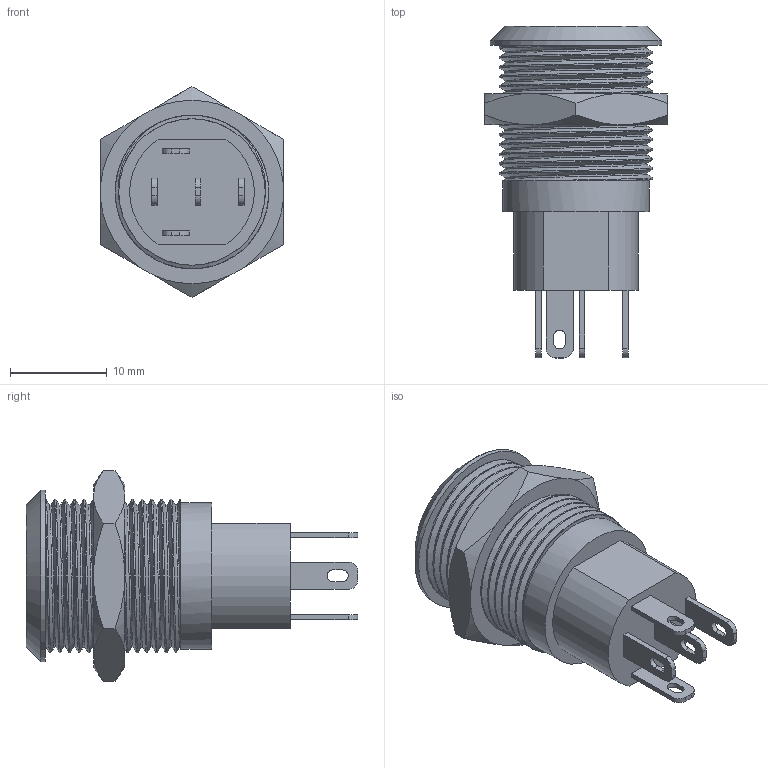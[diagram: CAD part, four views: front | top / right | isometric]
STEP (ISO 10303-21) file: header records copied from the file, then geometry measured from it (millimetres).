
FILE_DESCRIPTION(/* description */ (''),/* implementation_level */ '2;1');
FILE_NAME(/* name */ '16mm Metal Pushbutton.step',/* time_stamp */ '2020-09-25T12:29:39+02:00',/* author */ (''),/* organization */ (''),/* preprocessor_version */ 'ST-DEVELOPER v18.1',/* originating_system */ 'Autodesk Translation Framework v9.3.0.1241',/* authorisation */ '');
FILE_SCHEMA (('AUTOMOTIVE_DESIGN { 1 0 10303 214 3 1 1 }'));
Length unit declared in the file: millimetre
Products named in the file (1): 16mm Metal Pushbutton
Bounding box: 18.9 x 34.33 x 21.82 mm (x, y, z)
Volume: 4974 mm3; surface area: 3482.9 mm2
Topology: 3 solids, 3 shells, 147 faces, 388 edges, 258 vertices
Faces by surface type: cylinder 71, plane 59, cone 13, bspline 4
Full cylindrical faces by diameter (mm): 11.8 x1, 13.8 x1, 14.741 x15, 15.15 x1, 15.884 x16, 17.75 x1
Entity records: 9245 total; most frequent: CARTESIAN_POINT 5636, ORIENTED_EDGE 776, DIRECTION 654, EDGE_CURVE 388, VERTEX_POINT 258, AXIS2_PLACEMENT_3D 233, LINE 188, VECTOR 188
